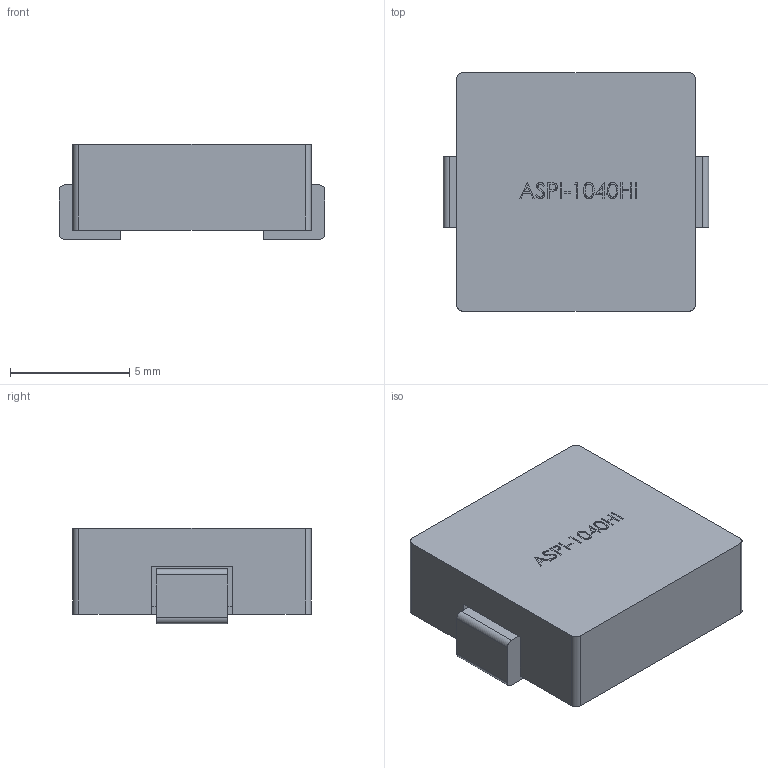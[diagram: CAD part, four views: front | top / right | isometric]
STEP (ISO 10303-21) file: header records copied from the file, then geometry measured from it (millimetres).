
FILE_DESCRIPTION(('FreeCAD Model'),'2;1');
FILE_NAME('ASPI-1040HI.step', '2017-02-28T14:00:23',('kicad StepUp'),('ksu MCAD'), 'Open CASCADE STEP processor 6.8','FreeCAD','Unknown');
FILE_SCHEMA(('AUTOMOTIVE_DESIGN_CC2 { 1 2 10303 214 -1 1 5 4 }'));
Length unit declared in the file: millimetre
Products named in the file (1): ASPI-1040HI
Bounding box: 11.15 x 10 x 4 mm (x, y, z)
Volume: 370.2 mm3; surface area: 378.3 mm2
Topology: 1 solids, 1 shells, 157 faces, 417 edges, 278 vertices
Faces by surface type: plane 110, bspline 39, cylinder 8
Entity records: 8314 total; most frequent: CARTESIAN_POINT 3540, ORIENTED_EDGE 834, DIRECTION 593, EDGE_CURVE 417, LINE 323, VECTOR 323, VERTEX_POINT 278, FACE_BOUND 173
